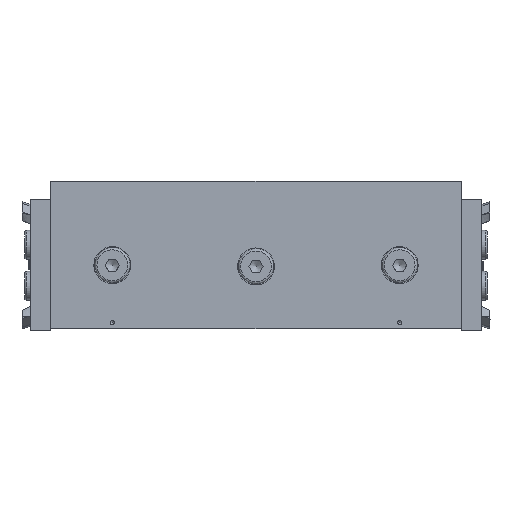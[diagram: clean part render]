
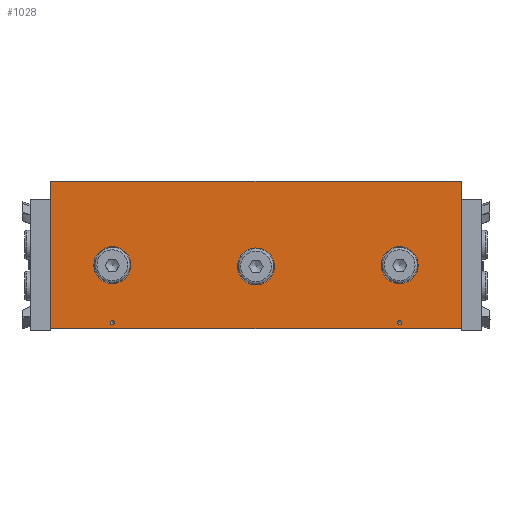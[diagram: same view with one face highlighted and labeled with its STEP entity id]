
A CAD part, top view. The second image highlights one B-rep face of the part: STEP entity #1028.
In plain terms, the highlighted planar face has unit normal (0, 0, 1).
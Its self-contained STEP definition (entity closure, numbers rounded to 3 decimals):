
#277=CARTESIAN_POINT('',(85.5,-16.5,6.));
#278=VERTEX_POINT('',#277);
#279=CARTESIAN_POINT('',(85.0,-16.5,6.));
#280=DIRECTION('',(0.0,0.0,-1.0));
#281=DIRECTION('',(1.0,0.0,0.0));
#282=AXIS2_PLACEMENT_3D('',#279,#280,#281);
#283=CIRCLE('',#282,0.5);
#284=EDGE_CURVE('',#278,#278,#283,.T.);
#314=CARTESIAN_POINT('',(15.5,-16.5,6.));
#315=VERTEX_POINT('',#314);
#316=CARTESIAN_POINT('',(15.0,-16.5,6.));
#317=DIRECTION('',(0.0,0.0,-1.0));
#318=DIRECTION('',(1.0,0.0,0.0));
#319=AXIS2_PLACEMENT_3D('',#316,#317,#318);
#320=CIRCLE('',#319,0.5);
#321=EDGE_CURVE('',#315,#315,#320,.T.);
#410=CARTESIAN_POINT('',(54.5,-2.8,6.));
#411=VERTEX_POINT('',#410);
#412=CARTESIAN_POINT('',(50.0,-2.8,6.));
#413=DIRECTION('',(0.0,0.0,-1.0));
#414=DIRECTION('',(1.0,0.0,0.0));
#415=AXIS2_PLACEMENT_3D('',#412,#413,#414);
#416=CIRCLE('',#415,4.5);
#417=EDGE_CURVE('',#411,#411,#416,.T.);
#518=CARTESIAN_POINT('',(89.5,-2.5,6.));
#519=VERTEX_POINT('',#518);
#520=CARTESIAN_POINT('',(85.0,-2.5,6.));
#521=DIRECTION('',(0.0,0.0,-1.0));
#522=DIRECTION('',(1.0,0.0,0.0));
#523=AXIS2_PLACEMENT_3D('',#520,#521,#522);
#524=CIRCLE('',#523,4.5);
#525=EDGE_CURVE('',#519,#519,#524,.T.);
#626=CARTESIAN_POINT('',(19.5,-2.5,6.));
#627=VERTEX_POINT('',#626);
#628=CARTESIAN_POINT('',(15.0,-2.5,6.));
#629=DIRECTION('',(0.0,0.0,-1.0));
#630=DIRECTION('',(1.0,0.0,0.0));
#631=AXIS2_PLACEMENT_3D('',#628,#629,#630);
#632=CIRCLE('',#631,4.5);
#633=EDGE_CURVE('',#627,#627,#632,.T.);
#874=CARTESIAN_POINT('',(100.0,18.0,6.));
#875=VERTEX_POINT('',#874);
#892=CARTESIAN_POINT('',(0.0,18.0,6.));
#893=VERTEX_POINT('',#892);
#900=CARTESIAN_POINT('',(0.0,18.0,6.));
#901=DIRECTION('',(1.0,0.0,0.0));
#902=VECTOR('',#901,100.0);
#903=LINE('',#900,#902);
#904=EDGE_CURVE('',#893,#875,#903,.T.);
#960=CARTESIAN_POINT('',(100.0,-18.0,6.));
#961=VERTEX_POINT('',#960);
#968=CARTESIAN_POINT('',(0.0,-18.0,6.));
#969=VERTEX_POINT('',#968);
#970=CARTESIAN_POINT('',(0.0,-18.0,6.));
#971=DIRECTION('',(1.0,0.0,0.0));
#972=VECTOR('',#971,100.0);
#973=LINE('',#970,#972);
#974=EDGE_CURVE('',#969,#961,#973,.T.);
#992=CARTESIAN_POINT('',(0.0,-18.0,6.));
#993=DIRECTION('',(0.0,0.0,1.0));
#994=DIRECTION('',(1.0,0.0,0.0));
#995=AXIS2_PLACEMENT_3D('',#992,#993,#994);
#996=PLANE('',#995);
#997=CARTESIAN_POINT('',(100.0,-18.0,6.));
#998=DIRECTION('',(0.0,1.0,0.0));
#999=VECTOR('',#998,36.0);
#1000=LINE('',#997,#999);
#1001=EDGE_CURVE('',#961,#875,#1000,.T.);
#1002=ORIENTED_EDGE('',*,*,#1001,.T.);
#1003=ORIENTED_EDGE('',*,*,#904,.F.);
#1004=CARTESIAN_POINT('',(0.0,-18.0,6.));
#1005=DIRECTION('',(0.0,1.0,0.0));
#1006=VECTOR('',#1005,36.0);
#1007=LINE('',#1004,#1006);
#1008=EDGE_CURVE('',#969,#893,#1007,.T.);
#1009=ORIENTED_EDGE('',*,*,#1008,.F.);
#1010=ORIENTED_EDGE('',*,*,#974,.T.);
#1011=EDGE_LOOP('',(#1002,#1003,#1009,#1010));
#1012=FACE_OUTER_BOUND('',#1011,.T.);
#1013=ORIENTED_EDGE('',*,*,#284,.T.);
#1014=EDGE_LOOP('',(#1013));
#1015=FACE_BOUND('',#1014,.T.);
#1016=ORIENTED_EDGE('',*,*,#321,.T.);
#1017=EDGE_LOOP('',(#1016));
#1018=FACE_BOUND('',#1017,.T.);
#1019=ORIENTED_EDGE('',*,*,#417,.T.);
#1020=EDGE_LOOP('',(#1019));
#1021=FACE_BOUND('',#1020,.T.);
#1022=ORIENTED_EDGE('',*,*,#525,.T.);
#1023=EDGE_LOOP('',(#1022));
#1024=FACE_BOUND('',#1023,.T.);
#1025=ORIENTED_EDGE('',*,*,#633,.T.);
#1026=EDGE_LOOP('',(#1025));
#1027=FACE_BOUND('',#1026,.T.);
#1028=ADVANCED_FACE('',(#1012,#1015,#1018,#1021,#1024,#1027),#996,.T.);
